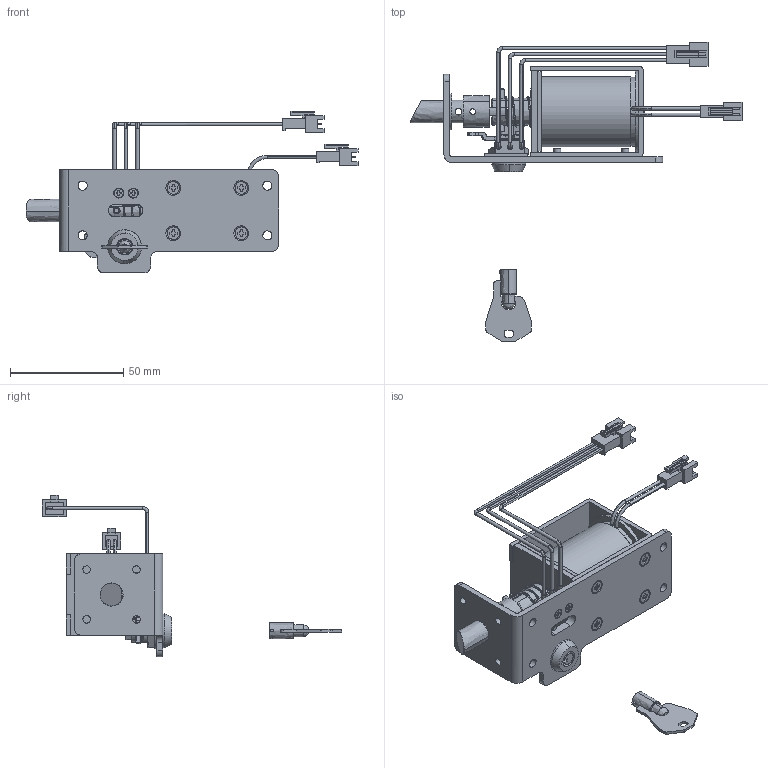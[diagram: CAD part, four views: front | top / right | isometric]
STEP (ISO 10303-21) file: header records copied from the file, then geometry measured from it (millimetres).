
FILE_DESCRIPTION((''),'2;1');
FILE_NAME('','2014-02-25T09:20:09',(''),(''),'','CADfix','');
FILE_SCHEMA(('AUTOMOTIVE_DESIGN { 1 0 10303 214 1 1 1 1 }'));
Length unit declared in the file: millimetre
Bounding box: 146.5 x 131.97 x 71.35 mm (x, y, z)
Volume: 71581.1 mm3; surface area: 38654.4 mm2
Topology: 7 solids, 7 shells, 769 faces, 2317 edges, 1610 vertices
Faces by surface type: bspline 769
Entity records: 29795 total; most frequent: CARTESIAN_POINT 16614, ORIENTED_EDGE 4634, EDGE_CURVE 2317, VERTEX_POINT 1610, QUASI_UNIFORM_CURVE 1294, EDGE_LOOP 889, FACE_OUTER_BOUND 769, ADVANCED_FACE 769
